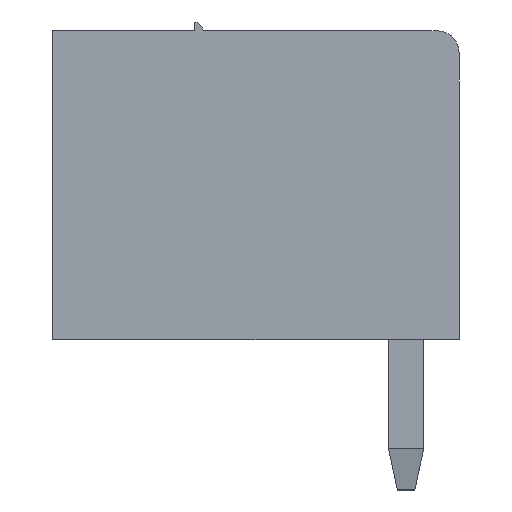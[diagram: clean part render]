
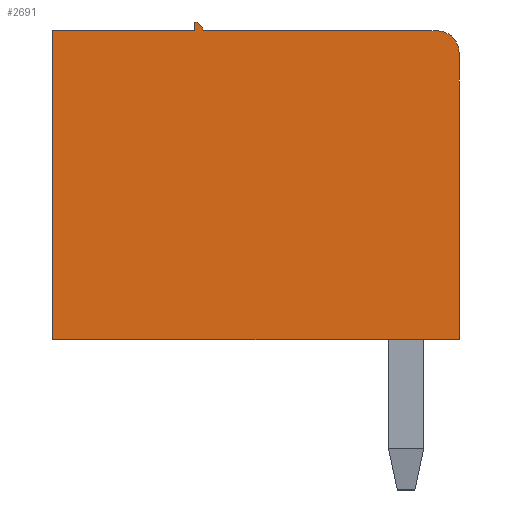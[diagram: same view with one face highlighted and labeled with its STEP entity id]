
A CAD part, left-side view. The second image highlights one B-rep face of the part: STEP entity #2691.
In plain terms, the highlighted planar face has unit normal (-1, 0, 0).
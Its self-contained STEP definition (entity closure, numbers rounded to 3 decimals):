
#684 = PLANE ( 'NONE',  #20606 ) ;
#1075 = EDGE_CURVE ( 'NONE', #8518, #19158, #4819, .T. ) ;
#1422 = VERTEX_POINT ( 'NONE', #7407 ) ;
#1467 = LINE ( 'NONE', #26263, #6175 ) ;
#1532 = LINE ( 'NONE', #26195, #23608 ) ;
#1639 = VECTOR ( 'NONE', #25039, 1000. ) ;
#1739 = DIRECTION ( 'NONE',  ( 0., 0., -1. ) ) ;
#2300 = DIRECTION ( 'NONE',  ( 0., -1., 0. ) ) ;
#2429 = CARTESIAN_POINT ( 'NONE',  ( 0., 0., 0. ) ) ;
#2571 = ORIENTED_EDGE ( 'NONE', *, *, #16997, .F. ) ;
#2642 = VERTEX_POINT ( 'NONE', #2429 ) ;
#2691 = ADVANCED_FACE ( 'NONE', ( #11169 ), #684, .F. ) ;
#3436 = AXIS2_PLACEMENT_3D ( 'NONE', #8126, #20670, #12177 ) ;
#3871 = EDGE_CURVE ( 'NONE', #22075, #2642, #8632, .T. ) ;
#4819 = LINE ( 'NONE', #12718, #1639 ) ;
#5218 = CARTESIAN_POINT ( 'NONE',  ( 0., 9.2, 7. ) ) ;
#5544 = LINE ( 'NONE', #13847, #12197 ) ;
#6139 = CARTESIAN_POINT ( 'NONE',  ( 0., 5.8, 7. ) ) ;
#6175 = VECTOR ( 'NONE', #1739, 1000. ) ;
#6477 = AXIS2_PLACEMENT_3D ( 'NONE', #20473, #6519, #22139 ) ;
#6519 = DIRECTION ( 'NONE',  ( -1., 0., 0. ) ) ;
#7178 = ORIENTED_EDGE ( 'NONE', *, *, #15218, .T. ) ;
#7407 = CARTESIAN_POINT ( 'NONE',  ( 0., 0., 6.5 ) ) ;
#7425 = DIRECTION ( 'NONE',  ( 0., 0., 1. ) ) ;
#7668 = EDGE_CURVE ( 'NONE', #19873, #24578, #1532, .T. ) ;
#8126 = CARTESIAN_POINT ( 'NONE',  ( 0., 6., 7. ) ) ;
#8518 = VERTEX_POINT ( 'NONE', #5218 ) ;
#8632 = LINE ( 'NONE', #22944, #9022 ) ;
#8676 = CIRCLE ( 'NONE', #6477, 0.5 ) ;
#9022 = VECTOR ( 'NONE', #2300, 1000. ) ;
#9158 = DIRECTION ( 'NONE',  ( 0., 0., -1. ) ) ;
#11050 = LINE ( 'NONE', #21767, #23790 ) ;
#11169 = FACE_OUTER_BOUND ( 'NONE', #12889, .T. ) ;
#11364 = ORIENTED_EDGE ( 'NONE', *, *, #25412, .T. ) ;
#11759 = EDGE_CURVE ( 'NONE', #2642, #1422, #11050, .T. ) ;
#12177 = DIRECTION ( 'NONE',  ( 0., 0., 1. ) ) ;
#12197 = VECTOR ( 'NONE', #24362, 1000. ) ;
#12641 = VERTEX_POINT ( 'NONE', #23969 ) ;
#12718 = CARTESIAN_POINT ( 'NONE',  ( 0., 9.2, 7. ) ) ;
#12889 = EDGE_LOOP ( 'NONE', ( #23768, #23272, #19289, #7178, #11364, #19972, #2571, #16378 ) ) ;
#13847 = CARTESIAN_POINT ( 'NONE',  ( 0., 9.2, 7. ) ) ;
#15218 = EDGE_CURVE ( 'NONE', #19873, #12641, #21209, .T. ) ;
#16378 = ORIENTED_EDGE ( 'NONE', *, *, #3871, .T. ) ;
#16523 = CARTESIAN_POINT ( 'NONE',  ( 0., 9.2, 0. ) ) ;
#16957 = CARTESIAN_POINT ( 'NONE',  ( 0., 9.2, 7. ) ) ;
#16997 = EDGE_CURVE ( 'NONE', #22075, #8518, #5544, .T. ) ;
#17075 = DIRECTION ( 'NONE',  ( 1., 0., 0. ) ) ;
#19158 = VERTEX_POINT ( 'NONE', #20709 ) ;
#19289 = ORIENTED_EDGE ( 'NONE', *, *, #7668, .F. ) ;
#19721 = DIRECTION ( 'NONE',  ( 0., -1., 0. ) ) ;
#19873 = VERTEX_POINT ( 'NONE', #6139 ) ;
#19972 = ORIENTED_EDGE ( 'NONE', *, *, #1075, .F. ) ;
#20473 = CARTESIAN_POINT ( 'NONE',  ( 0., 0.5, 6.5 ) ) ;
#20606 = AXIS2_PLACEMENT_3D ( 'NONE', #16957, #17075, #9158 ) ;
#20670 = DIRECTION ( 'NONE',  ( -1., 0., 0. ) ) ;
#20709 = CARTESIAN_POINT ( 'NONE',  ( 0., 6., 7. ) ) ;
#21209 = CIRCLE ( 'NONE', #3436, 0.2 ) ;
#21767 = CARTESIAN_POINT ( 'NONE',  ( 0., 0., 7. ) ) ;
#22075 = VERTEX_POINT ( 'NONE', #16523 ) ;
#22139 = DIRECTION ( 'NONE',  ( 0., 0., -1. ) ) ;
#22944 = CARTESIAN_POINT ( 'NONE',  ( 0., 9.2, 0. ) ) ;
#23272 = ORIENTED_EDGE ( 'NONE', *, *, #23458, .T. ) ;
#23458 = EDGE_CURVE ( 'NONE', #1422, #24578, #8676, .T. ) ;
#23608 = VECTOR ( 'NONE', #19721, 1000. ) ;
#23768 = ORIENTED_EDGE ( 'NONE', *, *, #11759, .T. ) ;
#23790 = VECTOR ( 'NONE', #7425, 1000. ) ;
#23969 = CARTESIAN_POINT ( 'NONE',  ( 0., 6., 7.2 ) ) ;
#24362 = DIRECTION ( 'NONE',  ( 0., 0., 1. ) ) ;
#24578 = VERTEX_POINT ( 'NONE', #24783 ) ;
#24783 = CARTESIAN_POINT ( 'NONE',  ( 0., 0.5, 7. ) ) ;
#25039 = DIRECTION ( 'NONE',  ( 0., -1., 0. ) ) ;
#25412 = EDGE_CURVE ( 'NONE', #12641, #19158, #1467, .T. ) ;
#26195 = CARTESIAN_POINT ( 'NONE',  ( 0., 9.2, 7. ) ) ;
#26263 = CARTESIAN_POINT ( 'NONE',  ( 0., 6., 7. ) ) ;
